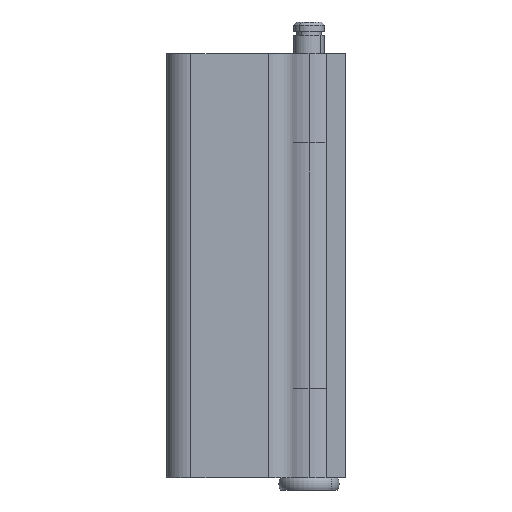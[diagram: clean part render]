
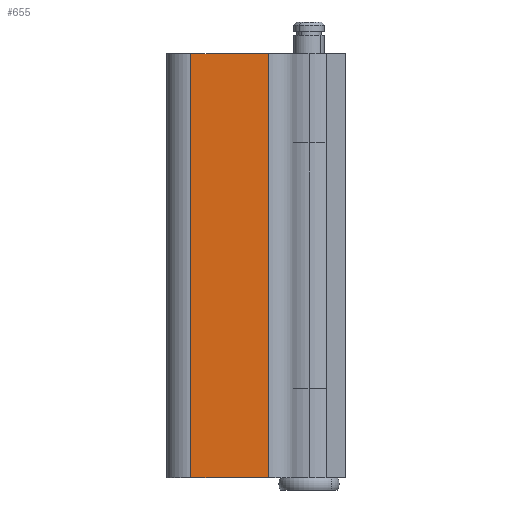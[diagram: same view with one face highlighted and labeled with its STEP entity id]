
A CAD part, left-side view. The second image highlights one B-rep face of the part: STEP entity #655.
In plain terms, the highlighted planar face has unit normal (-1, 0, 0).
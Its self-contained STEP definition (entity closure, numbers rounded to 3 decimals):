
#206 = DIRECTION ( 'NONE',  ( 0., 1., 0. ) ) ;
#207 = DIRECTION ( 'NONE',  ( 1., 0., 0. ) ) ;
#208 = CARTESIAN_POINT ( 'NONE',  ( -14.5, 19.5, 35. ) ) ;
#209 = AXIS2_PLACEMENT_3D ( 'NONE', #208, #207, #206 ) ;
#210 = FACE_OUTER_BOUND ( 'NONE', #656, .T. ) ;
#213 = PLANE ( 'NONE',  #209 ) ;
#655 = ADVANCED_FACE ( 'NONE', ( #210 ), #213, .F. ) ;
#656 = EDGE_LOOP ( 'NONE', ( #755, #756, #658, #659 ) ) ;
#658 = ORIENTED_EDGE ( 'NONE', *, *, #779, .F. ) ;
#659 = ORIENTED_EDGE ( 'NONE', *, *, #769, .T. ) ;
#708 = EDGE_CURVE ( 'NONE', #710, #730, #1430, .T. ) ;
#710 = VERTEX_POINT ( 'NONE', #1426 ) ;
#730 = VERTEX_POINT ( 'NONE', #1533 ) ;
#755 = ORIENTED_EDGE ( 'NONE', *, *, #708, .T. ) ;
#756 = ORIENTED_EDGE ( 'NONE', *, *, #757, .F. ) ;
#757 = EDGE_CURVE ( 'NONE', #780, #730, #1547, .T. ) ;
#769 = EDGE_CURVE ( 'NONE', #778, #710, #1443, .T. ) ;
#778 = VERTEX_POINT ( 'NONE', #1458 ) ;
#779 = EDGE_CURVE ( 'NONE', #778, #780, #1457, .T. ) ;
#780 = VERTEX_POINT ( 'NONE', #1595 ) ;
#1426 = CARTESIAN_POINT ( 'NONE',  ( -14.5, 19.5, -35. ) ) ;
#1427 = DIRECTION ( 'NONE',  ( 0., -1., 0. ) ) ;
#1428 = VECTOR ( 'NONE', #1427, 1000. ) ;
#1429 = CARTESIAN_POINT ( 'NONE',  ( -14.5, 19.5, -35. ) ) ;
#1430 = LINE ( 'NONE', #1429, #1428 ) ;
#1440 = DIRECTION ( 'NONE',  ( 0., 0., -1. ) ) ;
#1441 = VECTOR ( 'NONE', #1440, 1000. ) ;
#1442 = CARTESIAN_POINT ( 'NONE',  ( -14.5, 19.5, 35. ) ) ;
#1443 = LINE ( 'NONE', #1442, #1441 ) ;
#1454 = DIRECTION ( 'NONE',  ( 0., -1., 0. ) ) ;
#1455 = VECTOR ( 'NONE', #1454, 1000. ) ;
#1456 = CARTESIAN_POINT ( 'NONE',  ( -14.5, 19.5, 35. ) ) ;
#1457 = LINE ( 'NONE', #1456, #1455 ) ;
#1458 = CARTESIAN_POINT ( 'NONE',  ( -14.5, 19.5, 35. ) ) ;
#1533 = CARTESIAN_POINT ( 'NONE',  ( -14.5, 6.65, -35. ) ) ;
#1544 = DIRECTION ( 'NONE',  ( 0., 0., -1. ) ) ;
#1545 = VECTOR ( 'NONE', #1544, 1000. ) ;
#1546 = CARTESIAN_POINT ( 'NONE',  ( -14.5, 6.65, 35. ) ) ;
#1547 = LINE ( 'NONE', #1546, #1545 ) ;
#1595 = CARTESIAN_POINT ( 'NONE',  ( -14.5, 6.65, 35. ) ) ;
